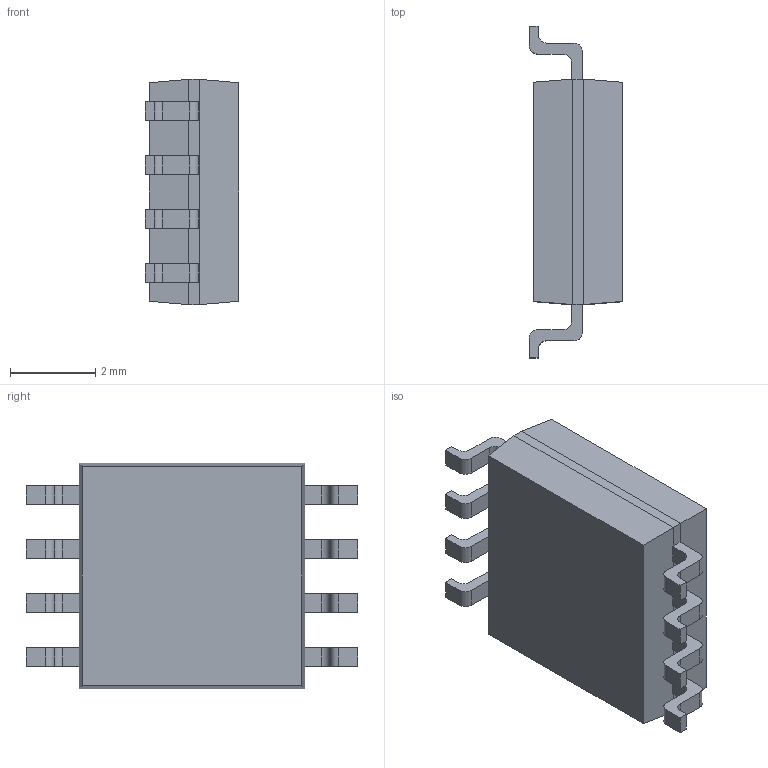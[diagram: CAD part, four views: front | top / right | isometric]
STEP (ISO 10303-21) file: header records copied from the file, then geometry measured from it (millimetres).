
FILE_DESCRIPTION((''),'2;1');
FILE_NAME('TISP61089H','2012-07-24T',('ryans'),('Bourns, Inc.'),'PRO/ENGINEER BY PARAMETRIC TECHNOLOGY CORPORATION, 2010100','PRO/ENGINEER BY PARAMETRIC TECHNOLOGY CORPORATION, 2010100','');
FILE_SCHEMA(('CONFIG_CONTROL_DESIGN'));
Length unit declared in the file: millimetre
Products named in the file (1): TISP61089H
Bounding box: 2.2 x 7.8 x 5.3 mm (x, y, z)
Volume: 59.4 mm3; surface area: 120.3 mm2
Topology: 1 solids, 1 shells, 118 faces, 340 edges, 224 vertices
Faces by surface type: plane 86, cylinder 32
Entity records: 3882 total; most frequent: CARTESIAN_POINT 682, ORIENTED_EDGE 680, DIRECTION 640, EDGE_CURVE 340, VECTOR 276, LINE 276, VERTEX_POINT 224, AXIS2_PLACEMENT_3D 182
